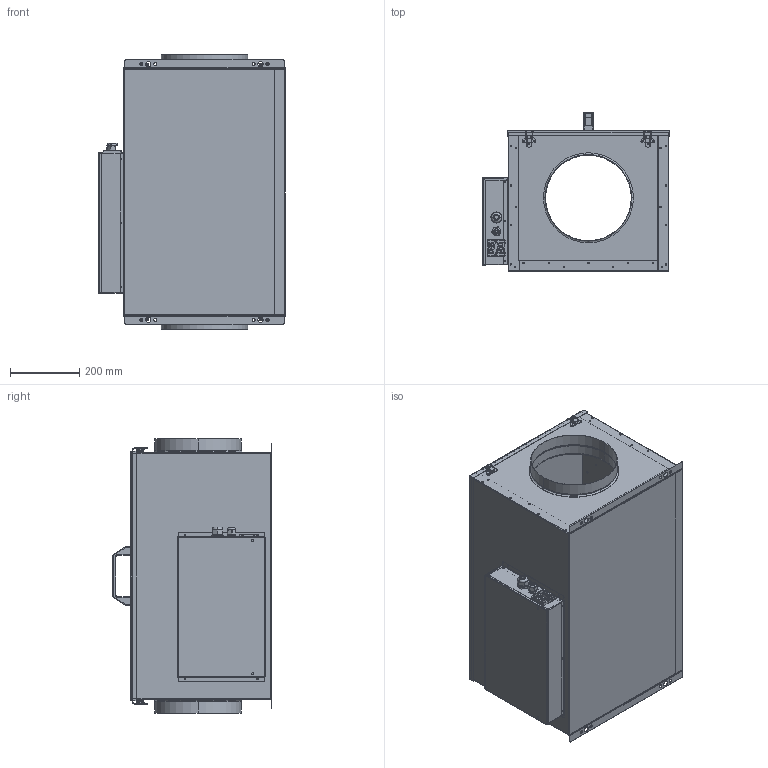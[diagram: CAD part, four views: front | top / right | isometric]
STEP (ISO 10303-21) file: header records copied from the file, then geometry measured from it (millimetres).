
FILE_DESCRIPTION (( 'STEP AP203' ), '1' );
FILE_NAME ('137771-00_FFHNW250.STEP', '2017-01-24T12:06:26', ( '' ), ( '' ), 'SwSTEP 2.0', 'SolidWorks 2012', '' );
FILE_SCHEMA (( 'CONFIG_CONTROL_DESIGN' ));
Length unit declared in the file: millimetre
Products named in the file (1): 137771-00_FFHNW250
Bounding box: 537.6 x 458 x 790 mm (x, y, z)
Surface area: 4742983.7 mm2 (no closed solid volume)
Topology: 0 solids, 112 shells, 891 faces, 3243 edges, 2364 vertices
Faces by surface type: cylinder 501, plane 264, bspline 88, torus 25, cone 13
Entity records: 37571 total; most frequent: CARTESIAN_POINT 9400, DIRECTION 6330, ORIENTED_EDGE 4771, EDGE_CURVE 3243, AXIS2_PLACEMENT_3D 2428, VERTEX_POINT 2364, CIRCLE 1624, VECTOR 1474
